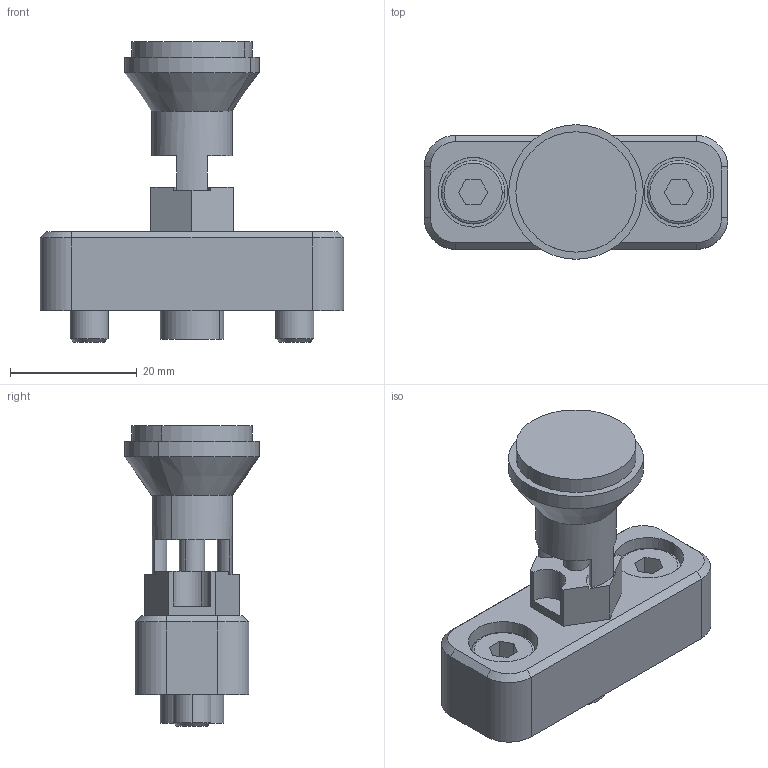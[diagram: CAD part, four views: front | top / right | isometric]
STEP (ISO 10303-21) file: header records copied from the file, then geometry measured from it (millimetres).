
FILE_DESCRIPTION (( 'STEP AP203' ), '1' );
FILE_NAME ('75009000.STEP', '2017-01-04T10:51:02', ( '' ), ( '' ), 'SwSTEP 2.0', 'SolidWorks 2015', '' );
FILE_SCHEMA (( 'CONFIG_CONTROL_DESIGN' ));
Length unit declared in the file: millimetre
Products named in the file (1): 75009000
Bounding box: 48 x 21.25 x 47.5 mm (x, y, z)
Volume: 15401.8 mm3; surface area: 7642.3 mm2
Topology: 1 solids, 1 shells, 119 faces, 273 edges, 172 vertices
Faces by surface type: plane 50, cylinder 47, cone 18, torus 4
Entity records: 3452 total; most frequent: DIRECTION 633, CARTESIAN_POINT 565, ORIENTED_EDGE 546, EDGE_CURVE 273, AXIS2_PLACEMENT_3D 240, VERTEX_POINT 172, LINE 153, VECTOR 153
